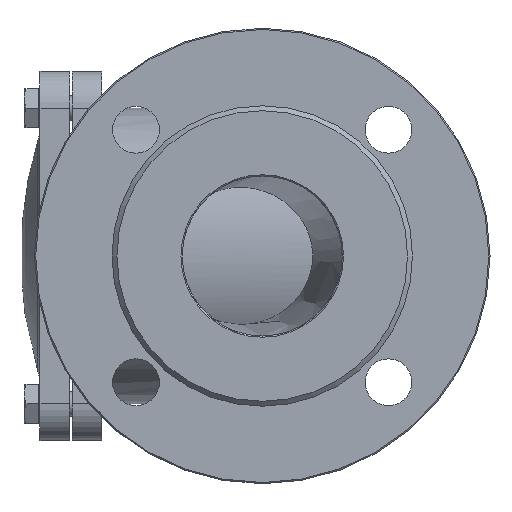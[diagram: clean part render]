
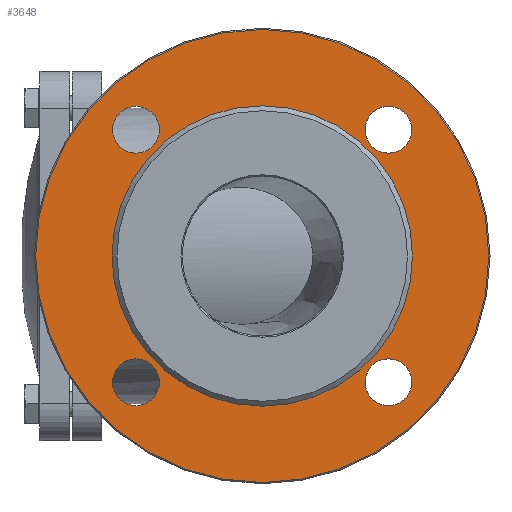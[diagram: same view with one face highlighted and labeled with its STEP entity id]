
A CAD part, left-side view. The second image highlights one B-rep face of the part: STEP entity #3648.
In plain terms, the highlighted planar face has unit normal (-1, 0, 0).
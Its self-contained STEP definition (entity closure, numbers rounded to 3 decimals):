
#340=FACE_BOUND('',#1249,.T.);
#341=FACE_BOUND('',#1250,.T.);
#342=FACE_BOUND('',#1251,.T.);
#343=FACE_BOUND('',#1252,.T.);
#344=FACE_BOUND('',#1253,.T.);
#814=PLANE('',#4013);
#1002=FACE_OUTER_BOUND('',#1248,.T.);
#1248=EDGE_LOOP('',(#3200));
#1249=EDGE_LOOP('',(#3201));
#1250=EDGE_LOOP('',(#3202));
#1251=EDGE_LOOP('',(#3203));
#1252=EDGE_LOOP('',(#3204));
#1253=EDGE_LOOP('',(#3205));
#1434=CIRCLE('',#4012,92.);
#1435=CIRCLE('',#4014,61.);
#1436=CIRCLE('',#4015,9.5);
#1437=CIRCLE('',#4016,9.5);
#1438=CIRCLE('',#4017,9.5);
#1439=CIRCLE('',#4018,9.5);
#1756=VERTEX_POINT('',#9448);
#1757=VERTEX_POINT('',#9452);
#1758=VERTEX_POINT('',#9454);
#1759=VERTEX_POINT('',#9456);
#1760=VERTEX_POINT('',#9458);
#1761=VERTEX_POINT('',#9460);
#2242=EDGE_CURVE('',#1756,#1756,#1434,.T.);
#2243=EDGE_CURVE('',#1757,#1757,#1435,.T.);
#2244=EDGE_CURVE('',#1758,#1758,#1436,.T.);
#2245=EDGE_CURVE('',#1759,#1759,#1437,.T.);
#2246=EDGE_CURVE('',#1760,#1760,#1438,.T.);
#2247=EDGE_CURVE('',#1761,#1761,#1439,.T.);
#3200=ORIENTED_EDGE('',*,*,#2242,.F.);
#3201=ORIENTED_EDGE('',*,*,#2243,.F.);
#3202=ORIENTED_EDGE('',*,*,#2244,.F.);
#3203=ORIENTED_EDGE('',*,*,#2245,.F.);
#3204=ORIENTED_EDGE('',*,*,#2246,.F.);
#3205=ORIENTED_EDGE('',*,*,#2247,.F.);
#3648=ADVANCED_FACE('',(#1002,#340,#341,#342,#343,#344),#814,.F.);
#4012=AXIS2_PLACEMENT_3D('',#9450,#4823,#4824);
#4013=AXIS2_PLACEMENT_3D('',#9451,#4825,#4826);
#4014=AXIS2_PLACEMENT_3D('',#9453,#4827,#4828);
#4015=AXIS2_PLACEMENT_3D('',#9455,#4829,#4830);
#4016=AXIS2_PLACEMENT_3D('',#9457,#4831,#4832);
#4017=AXIS2_PLACEMENT_3D('',#9459,#4833,#4834);
#4018=AXIS2_PLACEMENT_3D('',#9461,#4835,#4836);
#4823=DIRECTION('center_axis',(1.,0.,0.));
#4824=DIRECTION('ref_axis',(0.,0.,1.));
#4825=DIRECTION('center_axis',(1.,0.,0.));
#4826=DIRECTION('ref_axis',(0.,0.,-1.));
#4827=DIRECTION('center_axis',(-1.,0.,0.));
#4828=DIRECTION('ref_axis',(0.,-1.,0.));
#4829=DIRECTION('center_axis',(-1.,0.,0.));
#4830=DIRECTION('ref_axis',(0.,0.,1.));
#4831=DIRECTION('center_axis',(-1.,0.,0.));
#4832=DIRECTION('ref_axis',(0.,0.,1.));
#4833=DIRECTION('center_axis',(-1.,0.,0.));
#4834=DIRECTION('ref_axis',(0.,0.,1.));
#4835=DIRECTION('center_axis',(-1.,0.,0.));
#4836=DIRECTION('ref_axis',(0.,0.,1.));
#9448=CARTESIAN_POINT('',(2.,0.,-92.));
#9450=CARTESIAN_POINT('Origin',(2.,0.,0.));
#9451=CARTESIAN_POINT('Origin',(2.,0.,0.));
#9452=CARTESIAN_POINT('',(2.,61.,0.));
#9453=CARTESIAN_POINT('Origin',(2.,0.,0.));
#9454=CARTESIAN_POINT('',(2.,51.265,-60.765));
#9455=CARTESIAN_POINT('Origin',(2.,51.265,-51.265));
#9456=CARTESIAN_POINT('',(2.,-51.265,-60.765));
#9457=CARTESIAN_POINT('Origin',(2.,-51.265,-51.265));
#9458=CARTESIAN_POINT('',(2.,-51.265,41.765));
#9459=CARTESIAN_POINT('Origin',(2.,-51.265,51.265));
#9460=CARTESIAN_POINT('',(2.,51.265,41.765));
#9461=CARTESIAN_POINT('Origin',(2.,51.265,51.265));
